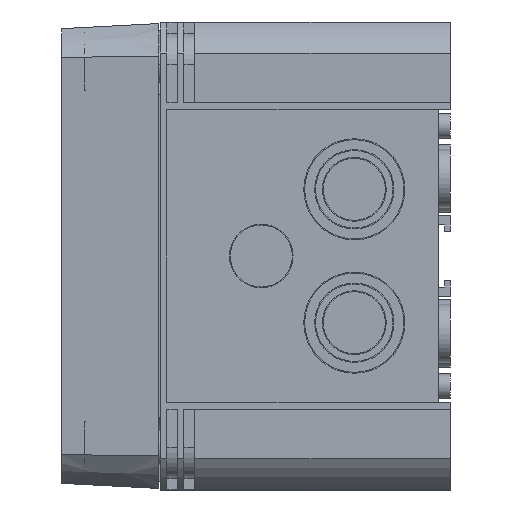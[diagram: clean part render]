
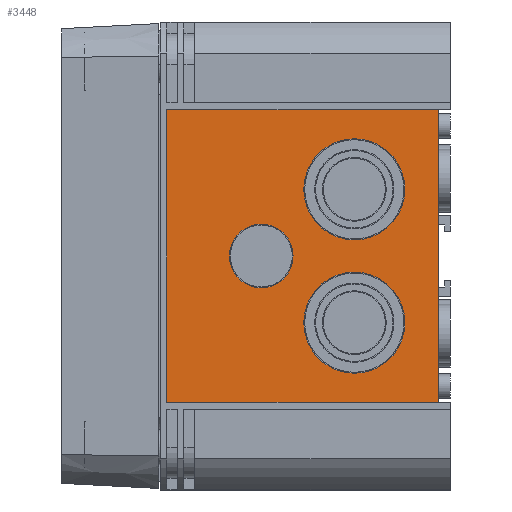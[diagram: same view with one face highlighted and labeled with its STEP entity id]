
A CAD part, left-side view. The second image highlights one B-rep face of the part: STEP entity #3448.
In plain terms, the highlighted planar face has unit normal (-1, 0, 0).
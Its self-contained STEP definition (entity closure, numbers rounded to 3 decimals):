
#450 = DIRECTION ( 'NONE',  ( 1., 0., 0. ) ) ;
#859 = CARTESIAN_POINT ( 'NONE',  ( -93.841, 27., -5.21 ) ) ;
#1404 = VERTEX_POINT ( 'NONE', #30914 ) ;
#1760 = AXIS2_PLACEMENT_3D ( 'NONE', #9204, #14385, #21562 ) ;
#1765 = ORIENTED_EDGE ( 'NONE', *, *, #17162, .T. ) ;
#2262 = CARTESIAN_POINT ( 'NONE',  ( -93.841, 27., -37.79 ) ) ;
#2312 = VERTEX_POINT ( 'NONE', #23525 ) ;
#2397 = ORIENTED_EDGE ( 'NONE', *, *, #27400, .T. ) ;
#2700 = FACE_BOUND ( 'NONE', #7923, .T. ) ;
#2978 = CIRCLE ( 'NONE', #25362, 16.29 ) ;
#3280 = LINE ( 'NONE', #3459, #28067 ) ;
#3356 = CIRCLE ( 'NONE', #1760, 16.29 ) ;
#3448 = ADVANCED_FACE ( 'NONE', ( #15383, #2700, #12862, #7353 ), #12204, .T. ) ;
#3459 = CARTESIAN_POINT ( 'NONE',  ( -93.841, 87.5, -47.15 ) ) ;
#3511 = CARTESIAN_POINT ( 'NONE',  ( -93.841, 27., 21.5 ) ) ;
#3901 = EDGE_CURVE ( 'NONE', #7476, #11904, #3356, .T. ) ;
#4031 = AXIS2_PLACEMENT_3D ( 'NONE', #14606, #6757, #7075 ) ;
#4398 = EDGE_LOOP ( 'NONE', ( #1765, #2397, #31265, #19631 ) ) ;
#4638 = CARTESIAN_POINT ( 'NONE',  ( -93.841, 87.5, -47.15 ) ) ;
#5531 = CARTESIAN_POINT ( 'NONE',  ( -93.841, 27., 37.79 ) ) ;
#6087 = DIRECTION ( 'NONE',  ( 1., 0., 0. ) ) ;
#6531 = EDGE_CURVE ( 'NONE', #1404, #16380, #14695, .T. ) ;
#6741 = EDGE_CURVE ( 'NONE', #23829, #29398, #26926, .T. ) ;
#6757 = DIRECTION ( 'NONE',  ( -1., 0., 0. ) ) ;
#7065 = EDGE_LOOP ( 'NONE', ( #11647, #26984 ) ) ;
#7075 = DIRECTION ( 'NONE',  ( 0., 0., 1. ) ) ;
#7353 = FACE_BOUND ( 'NONE', #31047, .T. ) ;
#7476 = VERTEX_POINT ( 'NONE', #5531 ) ;
#7923 = EDGE_LOOP ( 'NONE', ( #19422, #32133 ) ) ;
#8128 = AXIS2_PLACEMENT_3D ( 'NONE', #31948, #6087, #16271 ) ;
#8666 = DIRECTION ( 'NONE',  ( 0., 0., 1. ) ) ;
#9204 = CARTESIAN_POINT ( 'NONE',  ( -93.841, 27., 21.5 ) ) ;
#9727 = DIRECTION ( 'NONE',  ( 0., 1., 0. ) ) ;
#9912 = CARTESIAN_POINT ( 'NONE',  ( -93.841, 87.5, 47.15 ) ) ;
#10290 = DIRECTION ( 'NONE',  ( 0., 0., -1. ) ) ;
#10462 = LINE ( 'NONE', #22982, #21755 ) ;
#10468 = DIRECTION ( 'NONE',  ( 0., 0., -1. ) ) ;
#11647 = ORIENTED_EDGE ( 'NONE', *, *, #3901, .F. ) ;
#11851 = VECTOR ( 'NONE', #10468, 1000. ) ;
#11895 = EDGE_CURVE ( 'NONE', #16380, #1404, #26787, .T. ) ;
#11904 = VERTEX_POINT ( 'NONE', #26431 ) ;
#12073 = LINE ( 'NONE', #9912, #18899 ) ;
#12204 = PLANE ( 'NONE',  #21370 ) ;
#12862 = FACE_OUTER_BOUND ( 'NONE', #4398, .T. ) ;
#13478 = EDGE_CURVE ( 'NONE', #11904, #7476, #22552, .T. ) ;
#14385 = DIRECTION ( 'NONE',  ( -1., 0., 0. ) ) ;
#14552 = EDGE_CURVE ( 'NONE', #16634, #2312, #12073, .T. ) ;
#14606 = CARTESIAN_POINT ( 'NONE',  ( -93.841, 27., -21.5 ) ) ;
#14695 = CIRCLE ( 'NONE', #21613, 10.25 ) ;
#14717 = CARTESIAN_POINT ( 'NONE',  ( -93.841, 0., 0. ) ) ;
#15383 = FACE_BOUND ( 'NONE', #7065, .T. ) ;
#16271 = DIRECTION ( 'NONE',  ( 0., 0., -1. ) ) ;
#16304 = VERTEX_POINT ( 'NONE', #16450 ) ;
#16380 = VERTEX_POINT ( 'NONE', #22792 ) ;
#16383 = EDGE_CURVE ( 'NONE', #29398, #23829, #2978, .T. ) ;
#16450 = CARTESIAN_POINT ( 'NONE',  ( -93.841, 0., -47.15 ) ) ;
#16634 = VERTEX_POINT ( 'NONE', #32573 ) ;
#17162 = EDGE_CURVE ( 'NONE', #22617, #16304, #3280, .T. ) ;
#17977 = LINE ( 'NONE', #25813, #11851 ) ;
#18126 = CARTESIAN_POINT ( 'NONE',  ( -93.841, 57., 0. ) ) ;
#18809 = EDGE_CURVE ( 'NONE', #2312, #22617, #17977, .T. ) ;
#18899 = VECTOR ( 'NONE', #9727, 1000. ) ;
#19422 = ORIENTED_EDGE ( 'NONE', *, *, #16383, .F. ) ;
#19631 = ORIENTED_EDGE ( 'NONE', *, *, #18809, .T. ) ;
#19708 = DIRECTION ( 'NONE',  ( 0., 0., 1. ) ) ;
#20318 = ORIENTED_EDGE ( 'NONE', *, *, #6531, .T. ) ;
#20641 = DIRECTION ( 'NONE',  ( 0., -1., 0. ) ) ;
#21183 = DIRECTION ( 'NONE',  ( -1., 0., 0. ) ) ;
#21370 = AXIS2_PLACEMENT_3D ( 'NONE', #14717, #30229, #19708 ) ;
#21562 = DIRECTION ( 'NONE',  ( 0., 0., 1. ) ) ;
#21613 = AXIS2_PLACEMENT_3D ( 'NONE', #18126, #450, #10290 ) ;
#21755 = VECTOR ( 'NONE', #30313, 1000. ) ;
#22552 = CIRCLE ( 'NONE', #28928, 16.29 ) ;
#22617 = VERTEX_POINT ( 'NONE', #4638 ) ;
#22792 = CARTESIAN_POINT ( 'NONE',  ( -93.841, 57., 10.25 ) ) ;
#22982 = CARTESIAN_POINT ( 'NONE',  ( -93.841, 0., 0. ) ) ;
#23525 = CARTESIAN_POINT ( 'NONE',  ( -93.841, 87.5, 47.15 ) ) ;
#23829 = VERTEX_POINT ( 'NONE', #2262 ) ;
#23974 = ORIENTED_EDGE ( 'NONE', *, *, #11895, .T. ) ;
#25362 = AXIS2_PLACEMENT_3D ( 'NONE', #29786, #30447, #32955 ) ;
#25813 = CARTESIAN_POINT ( 'NONE',  ( -93.841, 87.5, -47.15 ) ) ;
#26431 = CARTESIAN_POINT ( 'NONE',  ( -93.841, 27., 5.21 ) ) ;
#26787 = CIRCLE ( 'NONE', #8128, 10.25 ) ;
#26926 = CIRCLE ( 'NONE', #4031, 16.29 ) ;
#26984 = ORIENTED_EDGE ( 'NONE', *, *, #13478, .F. ) ;
#27400 = EDGE_CURVE ( 'NONE', #16304, #16634, #10462, .T. ) ;
#28067 = VECTOR ( 'NONE', #20641, 1000. ) ;
#28928 = AXIS2_PLACEMENT_3D ( 'NONE', #3511, #21183, #8666 ) ;
#29398 = VERTEX_POINT ( 'NONE', #859 ) ;
#29786 = CARTESIAN_POINT ( 'NONE',  ( -93.841, 27., -21.5 ) ) ;
#30229 = DIRECTION ( 'NONE',  ( -1., 0., 0. ) ) ;
#30313 = DIRECTION ( 'NONE',  ( 0., 0., 1. ) ) ;
#30447 = DIRECTION ( 'NONE',  ( -1., 0., 0. ) ) ;
#30914 = CARTESIAN_POINT ( 'NONE',  ( -93.841, 57., -10.25 ) ) ;
#31047 = EDGE_LOOP ( 'NONE', ( #23974, #20318 ) ) ;
#31265 = ORIENTED_EDGE ( 'NONE', *, *, #14552, .T. ) ;
#31948 = CARTESIAN_POINT ( 'NONE',  ( -93.841, 57., 0. ) ) ;
#32133 = ORIENTED_EDGE ( 'NONE', *, *, #6741, .F. ) ;
#32573 = CARTESIAN_POINT ( 'NONE',  ( -93.841, 0., 47.15 ) ) ;
#32955 = DIRECTION ( 'NONE',  ( 0., 0., 1. ) ) ;
